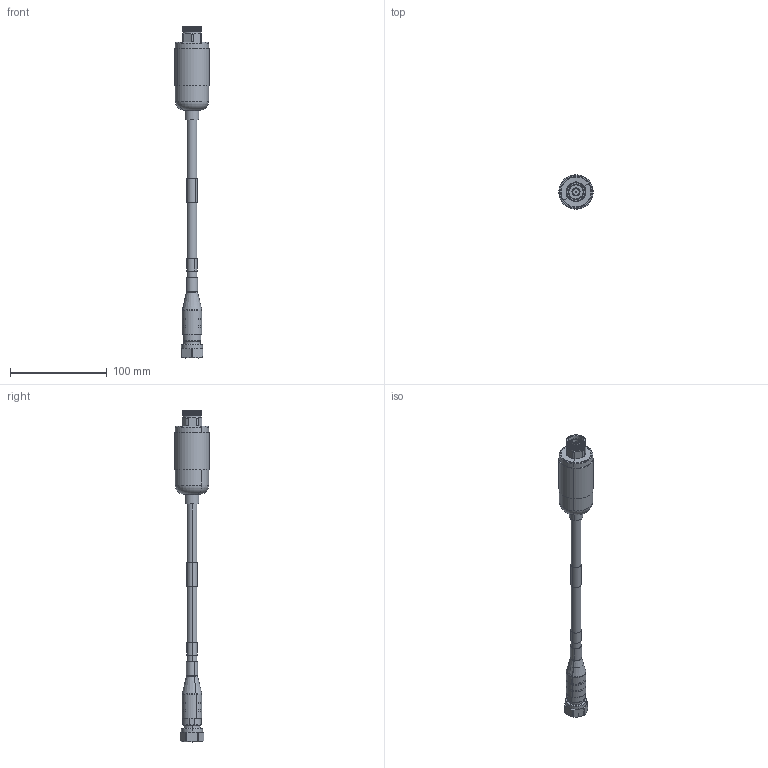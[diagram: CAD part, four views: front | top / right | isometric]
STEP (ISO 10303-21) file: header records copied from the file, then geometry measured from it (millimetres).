
FILE_DESCRIPTION (( 'STEP AP214' ), '1' );
FILE_NAME ('FMCA100111-WP_3D.step', '2024-11-14T23:35:29', ( '' ), ( '' ), 'SwSTEP 2.0', 'SolidWorks 2022', '' );
FILE_SCHEMA (( 'AUTOMOTIVE_DESIGN' ));
Length unit declared in the file: inch
Products named in the file (10): FMCA100111-WP_3D; HeatShrink_CA-400_6; TCP-400-4310MC-LP; TCP-400-4310MC-LP^TCP-400-4310MC-LP; TCOM-400_10-INCH LENGTH; TCP-400-4310MC-LP oring^TCP-400-4310MC-LP; PECB007; 1AW01-003_.405 id x 1.00 lg; TCP-400-NMC-LP; 1AW01-003_.412 ID
Assembly tree (9 placements, depth 3):
  FMCA100111-WP_3D
    1AW01-003_.405 id x 1.00 lg
    1AW01-003_.412 ID
    TCOM-400_10-INCH LENGTH
    TCP-400-NMC-LP
    TCP-400-4310MC-LP
      TCP-400-4310MC-LP^TCP-400-4310MC-LP
      TCP-400-4310MC-LP oring^TCP-400-4310MC-LP
    HeatShrink_CA-400_6
    PECB007
Bounding box: 35.44 x 35.44 x 343.22 mm (x, y, z)
Volume: 108375.5 mm3; surface area: 42661.4 mm2
Topology: 8 solids, 8 shells, 1136 faces, 2945 edges, 1848 vertices
Faces by surface type: bspline 506, cylinder 425, cone 99, plane 64, torus 42
Entity records: 61281 total; most frequent: CARTESIAN_POINT 40517, ORIENTED_EDGE 5886, EDGE_CURVE 2943, DIRECTION 2575, VERTEX_POINT 1848, EDGE_LOOP 1171, AXIS2_PLACEMENT_3D 1164, FACE_OUTER_BOUND 1136
